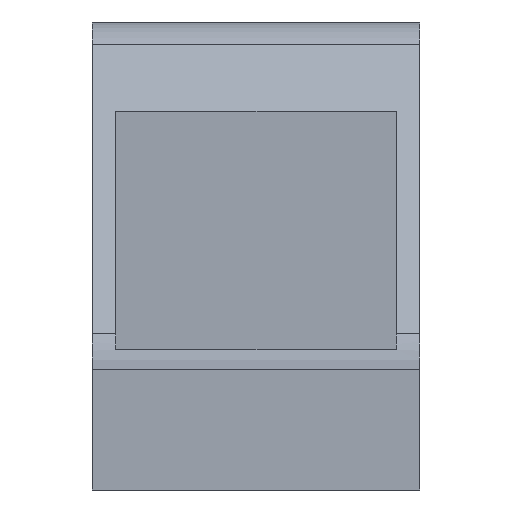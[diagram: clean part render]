
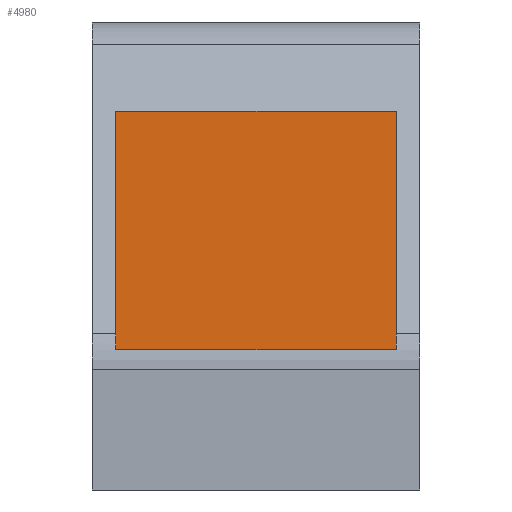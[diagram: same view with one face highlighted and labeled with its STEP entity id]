
A CAD part, left-side view. The second image highlights one B-rep face of the part: STEP entity #4980.
In plain terms, the highlighted face is planar.
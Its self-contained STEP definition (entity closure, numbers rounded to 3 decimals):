
#1650=CARTESIAN_POINT('',(-12.,0.,6.));
#1660=VERTEX_POINT('',#1650);
#2680=CARTESIAN_POINT('',(-12.,12.,6.));
#2690=VERTEX_POINT('',#2680);
#2740=CARTESIAN_POINT('',(-12.,0.,6.));
#2750=DIRECTION('',(0.,1.,0.));
#2760=VECTOR('',#2750,1.);
#2770=LINE('',#2740,#2760);
#2780=EDGE_CURVE('',#1660,#2690,#2770,.T.);
#2840=CARTESIAN_POINT('',(-12.,0.,6.));
#2850=DIRECTION('',(0.,1.,0.));
#2860=VECTOR('',#2850,1.);
#2870=LINE('',#2840,#2860);
#2880=CARTESIAN_POINT('',(-12.,-12.,6.));
#2890=VERTEX_POINT('',#2880);
#2900=EDGE_CURVE('',#2890,#1660,#2870,.T.);
#4570=CARTESIAN_POINT('',(0.,-12.,6.));
#4580=DIRECTION('',(1.,0.,0.));
#4590=VECTOR('',#4580,1.);
#4600=LINE('',#4570,#4590);
#4610=CARTESIAN_POINT('',(-32.364,-12.,6.));
#4620=VERTEX_POINT('',#4610);
#4630=EDGE_CURVE('',#4620,#2890,#4600,.T.);
#4740=CARTESIAN_POINT('',(-32.567,-12.24,6.));
#4750=DIRECTION('',(0.,0.,1.));
#4760=DIRECTION('',(1.,0.,0.));
#4770=AXIS2_PLACEMENT_3D('',#4740,#4750,#4760);
#4780=PLANE('',#4770);
#4790=CARTESIAN_POINT('',(-32.364,0.,6.));
#4800=DIRECTION('',(0.,-1.,0.));
#4810=VECTOR('',#4800,1.);
#4820=LINE('',#4790,#4810);
#4830=CARTESIAN_POINT('',(-32.364,12.,6.));
#4840=VERTEX_POINT('',#4830);
#4850=EDGE_CURVE('',#4840,#4620,#4820,.T.);
#4860=ORIENTED_EDGE('',*,*,#4850,.F.);
#4870=ORIENTED_EDGE('',*,*,#4630,.F.);
#4880=ORIENTED_EDGE('',*,*,#2900,.F.);
#4890=ORIENTED_EDGE('',*,*,#2780,.F.);
#4900=CARTESIAN_POINT('',(0.,12.,6.));
#4910=DIRECTION('',(-1.,0.,0.));
#4920=VECTOR('',#4910,1.);
#4930=LINE('',#4900,#4920);
#4940=EDGE_CURVE('',#2690,#4840,#4930,.T.);
#4950=ORIENTED_EDGE('',*,*,#4940,.F.);
#4960=EDGE_LOOP('',(#4950,#4890,#4880,#4870,#4860));
#4970=FACE_OUTER_BOUND('',#4960,.T.);
#4980=ADVANCED_FACE('',(#4970),#4780,.F.);
